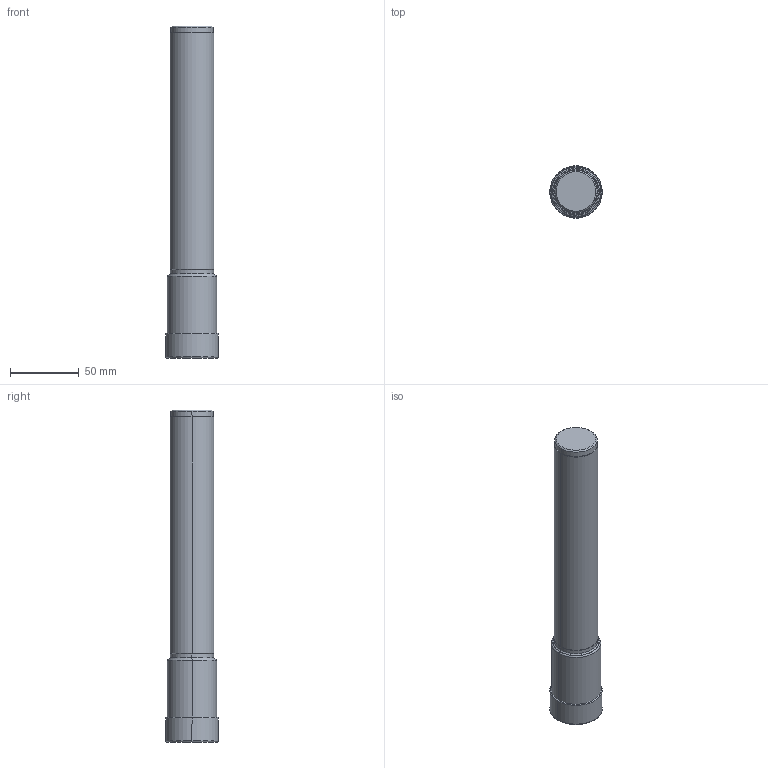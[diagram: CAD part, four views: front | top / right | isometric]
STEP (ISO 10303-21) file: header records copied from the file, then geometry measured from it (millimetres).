
FILE_DESCRIPTION(/* description */ (''),/* implementation_level */ '2;1');
FILE_NAME(/* name */ 'AQXUR242SA20L_IR0_031.stp',/* time_stamp */ '2021-09-08T11:42:23+09:00',/* author */ (''),/* organization */ (''),/* preprocessor_version */ 'ST-DEVELOPER v16',/* originating_system */ 'SIEMENS PLM Software NX 10.0',/* authorisation */ '');
FILE_SCHEMA (('AUTOMOTIVE_DESIGN { 1 0 10303 214 3 1 1 1 }'));
Length unit declared in the file: millimetre
Products named in the file (1): AQXUR242SA20L_IR0_031_ASM
Bounding box: 38.1 x 38.1 x 241.3 mm (x, y, z)
Volume: 222162.1 mm3; surface area: 30891.5 mm2
Topology: 2 solids, 2 shells, 29 faces, 70 edges, 54 vertices
Faces by surface type: torus 10, cylinder 10, plane 5, cone 4
Entity records: 999 total; most frequent: DIRECTION 198, CARTESIAN_POINT 150, ORIENTED_EDGE 124, AXIS2_PLACEMENT_3D 90, EDGE_CURVE 62, CIRCLE 50, VERTEX_POINT 39, EDGE_LOOP 31
